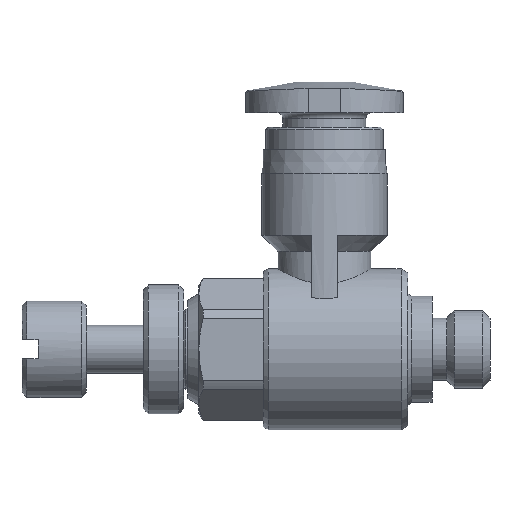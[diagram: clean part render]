
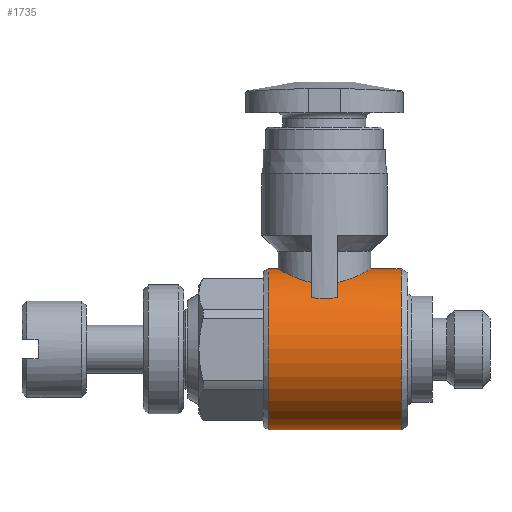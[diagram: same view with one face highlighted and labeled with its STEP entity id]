
A CAD part, left-side view. The second image highlights one B-rep face of the part: STEP entity #1735.
In plain terms, the highlighted cylindrical face has radius 5 mm (diameter 10 mm), a full revolution.
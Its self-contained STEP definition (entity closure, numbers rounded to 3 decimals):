
#27=CYLINDRICAL_SURFACE('',#1851,5.);
#77=B_SPLINE_CURVE_WITH_KNOTS('',3,(#2563,#2564,#2565,#2566,#2567,#2568,
#2569),.UNSPECIFIED.,.F.,.F.,(4,1,1,1,4),(0.001,0.003,
0.005,0.007,0.008),
 .UNSPECIFIED.);
#78=B_SPLINE_CURVE_WITH_KNOTS('',3,(#2582,#2583,#2584,#2585,#2586,#2587,
#2588),.UNSPECIFIED.,.F.,.F.,(4,1,1,1,4),(0.01,0.012,
0.014,0.016,0.018),.UNSPECIFIED.);
#83=B_SPLINE_CURVE_WITH_KNOTS('',3,(#2622,#2623,#2624,#2625),
 .UNSPECIFIED.,.F.,.F.,(4,4),(0.,0.002),.UNSPECIFIED.);
#84=B_SPLINE_CURVE_WITH_KNOTS('',3,(#2630,#2631,#2632,#2633),
 .UNSPECIFIED.,.F.,.F.,(4,4),(0.,0.002),.UNSPECIFIED.);
#292=ORIENTED_EDGE('',*,*,#583,.F.);
#293=ORIENTED_EDGE('',*,*,#584,.T.);
#294=ORIENTED_EDGE('',*,*,#585,.F.);
#295=ORIENTED_EDGE('',*,*,#570,.T.);
#296=ORIENTED_EDGE('',*,*,#586,.F.);
#297=ORIENTED_EDGE('',*,*,#587,.F.);
#298=ORIENTED_EDGE('',*,*,#588,.F.);
#299=ORIENTED_EDGE('',*,*,#576,.T.);
#300=ORIENTED_EDGE('',*,*,#589,.F.);
#301=ORIENTED_EDGE('',*,*,#590,.F.);
#570=EDGE_CURVE('',#710,#708,#77,.T.);
#576=EDGE_CURVE('',#713,#715,#78,.T.);
#583=EDGE_CURVE('',#720,#720,#793,.T.);
#584=EDGE_CURVE('',#721,#721,#794,.T.);
#585=EDGE_CURVE('',#710,#722,#795,.T.);
#586=EDGE_CURVE('',#723,#708,#796,.T.);
#587=EDGE_CURVE('',#724,#723,#83,.T.);
#588=EDGE_CURVE('',#713,#724,#797,.T.);
#589=EDGE_CURVE('',#725,#715,#798,.T.);
#590=EDGE_CURVE('',#722,#725,#84,.T.);
#708=VERTEX_POINT('',#2561);
#710=VERTEX_POINT('',#2570);
#713=VERTEX_POINT('',#2577);
#715=VERTEX_POINT('',#2581);
#720=VERTEX_POINT('',#2615);
#721=VERTEX_POINT('',#2617);
#722=VERTEX_POINT('',#2619);
#723=VERTEX_POINT('',#2621);
#724=VERTEX_POINT('',#2626);
#725=VERTEX_POINT('',#2629);
#793=CIRCLE('',#1852,5.);
#794=CIRCLE('',#1853,5.);
#795=CIRCLE('',#1854,5.);
#796=CIRCLE('',#1855,5.);
#797=CIRCLE('',#1856,5.);
#798=CIRCLE('',#1857,5.);
#870=EDGE_LOOP('',(#292));
#871=EDGE_LOOP('',(#293));
#872=EDGE_LOOP('',(#294,#295,#296,#297,#298,#299,#300,#301));
#997=FACE_BOUND('',#870,.T.);
#998=FACE_BOUND('',#871,.T.);
#999=FACE_BOUND('',#872,.T.);
#1735=ADVANCED_FACE('',(#997,#998,#999),#27,.T.);
#1851=AXIS2_PLACEMENT_3D('',#2613,#2091,#2092);
#1852=AXIS2_PLACEMENT_3D('',#2614,#2093,#2094);
#1853=AXIS2_PLACEMENT_3D('',#2616,#2095,#2096);
#1854=AXIS2_PLACEMENT_3D('',#2618,#2097,#2098);
#1855=AXIS2_PLACEMENT_3D('',#2620,#2099,#2100);
#1856=AXIS2_PLACEMENT_3D('',#2627,#2101,#2102);
#1857=AXIS2_PLACEMENT_3D('',#2628,#2103,#2104);
#2091=DIRECTION('',(0.,-1.,0.));
#2092=DIRECTION('',(0.,0.,-1.));
#2093=DIRECTION('',(0.,-1.,0.));
#2094=DIRECTION('',(0.,0.,-1.));
#2095=DIRECTION('',(0.,-1.,0.));
#2096=DIRECTION('',(0.,0.,-1.));
#2097=DIRECTION('',(0.,-1.,0.));
#2098=DIRECTION('',(0.,0.,-1.));
#2099=DIRECTION('',(0.,-1.,0.));
#2100=DIRECTION('',(0.,0.,-1.));
#2101=DIRECTION('',(0.,1.,0.));
#2102=DIRECTION('',(0.,0.,1.));
#2103=DIRECTION('',(0.,1.,0.));
#2104=DIRECTION('',(0.,0.,1.));
#2561=CARTESIAN_POINT('',(2.787,-18.,4.151));
#2563=CARTESIAN_POINT('',(-2.787,-18.,4.151));
#2564=CARTESIAN_POINT('',(-2.612,-17.39,4.269));
#2565=CARTESIAN_POINT('',(-1.895,-16.346,4.726));
#2566=CARTESIAN_POINT('',(-0.007,-15.676,5.138));
#2567=CARTESIAN_POINT('',(1.904,-16.35,4.724));
#2568=CARTESIAN_POINT('',(2.612,-17.388,4.269));
#2569=CARTESIAN_POINT('',(2.787,-18.,4.151));
#2570=CARTESIAN_POINT('',(-2.787,-18.,4.151));
#2577=CARTESIAN_POINT('',(2.787,-19.6,4.151));
#2581=CARTESIAN_POINT('',(-2.787,-19.6,4.151));
#2582=CARTESIAN_POINT('',(2.787,-19.6,4.151));
#2583=CARTESIAN_POINT('',(2.612,-20.211,4.269));
#2584=CARTESIAN_POINT('',(1.895,-21.255,4.726));
#2585=CARTESIAN_POINT('',(0.007,-21.923,5.137));
#2586=CARTESIAN_POINT('',(-1.903,-21.251,4.724));
#2587=CARTESIAN_POINT('',(-2.612,-20.212,4.269));
#2588=CARTESIAN_POINT('',(-2.787,-19.6,4.151));
#2613=CARTESIAN_POINT('',(0.,-29.1,0.));
#2614=CARTESIAN_POINT('',(0.,-23.567,0.));
#2615=CARTESIAN_POINT('',(0.,-23.567,-5.));
#2616=CARTESIAN_POINT('',(0.,-15.3,0.));
#2617=CARTESIAN_POINT('',(0.,-15.3,-5.));
#2618=CARTESIAN_POINT('',(0.,-18.,0.));
#2619=CARTESIAN_POINT('',(-3.817,-18.,3.23));
#2620=CARTESIAN_POINT('',(0.,-18.,0.));
#2621=CARTESIAN_POINT('',(3.817,-18.,3.23));
#2622=CARTESIAN_POINT('',(3.817,-19.6,3.23));
#2623=CARTESIAN_POINT('',(3.926,-19.08,3.101));
#2624=CARTESIAN_POINT('',(3.926,-18.52,3.101));
#2625=CARTESIAN_POINT('',(3.817,-18.,3.23));
#2626=CARTESIAN_POINT('',(3.817,-19.6,3.23));
#2627=CARTESIAN_POINT('',(0.,-19.6,0.));
#2628=CARTESIAN_POINT('',(0.,-19.6,0.));
#2629=CARTESIAN_POINT('',(-3.817,-19.6,3.23));
#2630=CARTESIAN_POINT('',(-3.817,-18.,3.23));
#2631=CARTESIAN_POINT('',(-3.926,-18.52,3.101));
#2632=CARTESIAN_POINT('',(-3.926,-19.08,3.101));
#2633=CARTESIAN_POINT('',(-3.817,-19.6,3.23));
